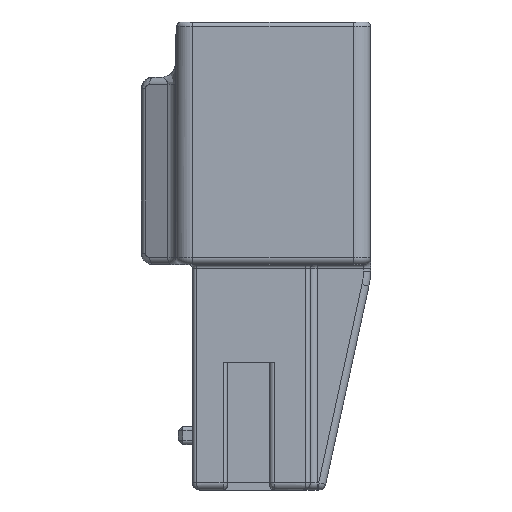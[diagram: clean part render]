
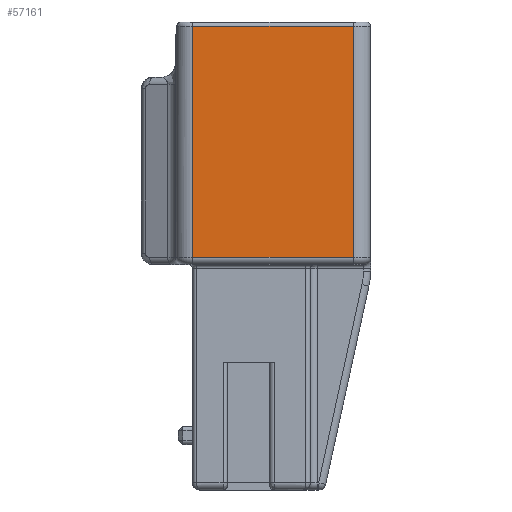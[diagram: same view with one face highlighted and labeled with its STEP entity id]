
A CAD part, left-side view. The second image highlights one B-rep face of the part: STEP entity #57161.
In plain terms, the highlighted planar face has unit normal (-1, 0, 0).
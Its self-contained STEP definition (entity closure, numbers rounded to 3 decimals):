
#18721=DIRECTION('',(0.,-1.,0.));
#18722=VECTOR('',#18721,11.35);
#18723=CARTESIAN_POINT('',(-3.65,6.15,15.2));
#18724=LINE('',#18723,#18722);
#18725=DIRECTION('',(0.,0.,-1.));
#18726=VECTOR('',#18725,16.3);
#18727=CARTESIAN_POINT('',(-3.65,-5.2,15.2));
#18728=LINE('',#18727,#18726);
#18729=DIRECTION('',(0.,-1.,0.));
#18730=VECTOR('',#18729,11.35);
#18731=CARTESIAN_POINT('',(-3.65,6.15,-1.1));
#18732=LINE('',#18731,#18730);
#18733=DIRECTION('',(0.,0.,-1.));
#18734=VECTOR('',#18733,16.3);
#18735=CARTESIAN_POINT('',(-3.65,6.15,15.2));
#18736=LINE('',#18735,#18734);
#23535=CARTESIAN_POINT('',(-3.65,6.15,-1.1));
#23537=VERTEX_POINT('',#23535);
#23551=CARTESIAN_POINT('',(-3.65,-5.2,-1.1));
#23553=VERTEX_POINT('',#23551);
#24910=CARTESIAN_POINT('',(-3.65,-5.2,15.2));
#24912=VERTEX_POINT('',#24910);
#24920=CARTESIAN_POINT('',(-3.65,6.15,15.2));
#24921=VERTEX_POINT('',#24920);
#57150=CARTESIAN_POINT('',(-3.65,7.35,0.));
#57151=DIRECTION('',(-1.,0.,0.));
#57152=DIRECTION('',(0.,-1.,0.));
#57153=AXIS2_PLACEMENT_3D('',#57150,#57151,#57152);
#57154=PLANE('',#57153);
#57155=ORIENTED_EDGE('',*,*,#43627,.T.);
#57156=ORIENTED_EDGE('',*,*,#43657,.T.);
#57157=ORIENTED_EDGE('',*,*,#54264,.F.);
#57158=ORIENTED_EDGE('',*,*,#57140,.F.);
#57159=EDGE_LOOP('',(#57155,#57156,#57157,#57158));
#57160=FACE_OUTER_BOUND('',#57159,.F.);
#57161=ADVANCED_FACE('',(#57160),#57154,.T.);
#43627=EDGE_CURVE('',#24921,#24912,#18724,.T.);
#43657=EDGE_CURVE('',#24912,#23553,#18728,.T.);
#54264=EDGE_CURVE('',#23537,#23553,#18732,.T.);
#57140=EDGE_CURVE('',#24921,#23537,#18736,.T.);
